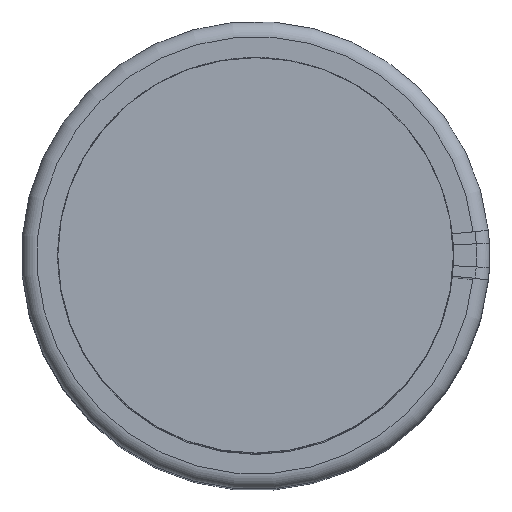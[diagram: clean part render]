
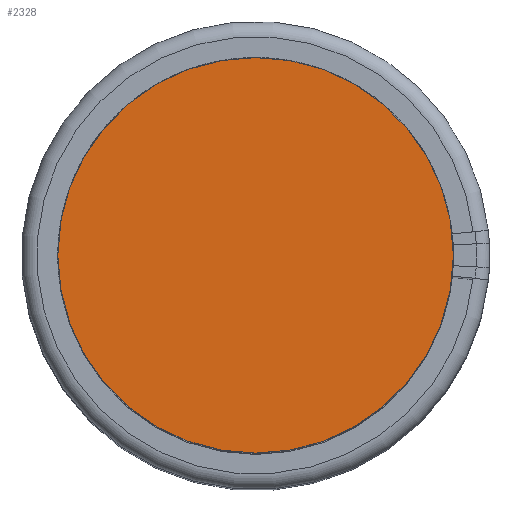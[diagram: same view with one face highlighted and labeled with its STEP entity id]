
A CAD part, top view. The second image highlights one B-rep face of the part: STEP entity #2328.
In plain terms, the highlighted planar face has unit normal (0, 0, 1).
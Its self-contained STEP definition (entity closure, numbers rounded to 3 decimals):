
#475=PLANE($,#2536);
#597=FACE_OUTER_BOUND($,#751,.T.);
#751=EDGE_LOOP($,(#1673));
#912=CIRCLE($,#2534,12.887);
#1043=VERTEX_POINT($,#3685);
#1285=EDGE_CURVE($,#1043,#1043,#912,.T.);
#1673=ORIENTED_EDGE($,*,*,#1285,.F.);
#2328=ADVANCED_FACE($,(#597),#475,.T.);
#2534=AXIS2_PLACEMENT_3D($,#3686,#2871,#2872);
#2536=AXIS2_PLACEMENT_3D($,#3689,#2875,#2876);
#2871=DIRECTION('center_axis',(0.,0.,-1.));
#2872=DIRECTION('ref_axis',(-1.,0.,0.));
#2875=DIRECTION('center_axis',(0.,0.,1.));
#2876=DIRECTION('ref_axis',(-1.,0.,0.));
#3685=CARTESIAN_POINT('',(-12.887,0.,50.567));
#3686=CARTESIAN_POINT('Origin',(0.,0.,
50.567));
#3689=CARTESIAN_POINT('Origin',(0.,0.,
50.567));
